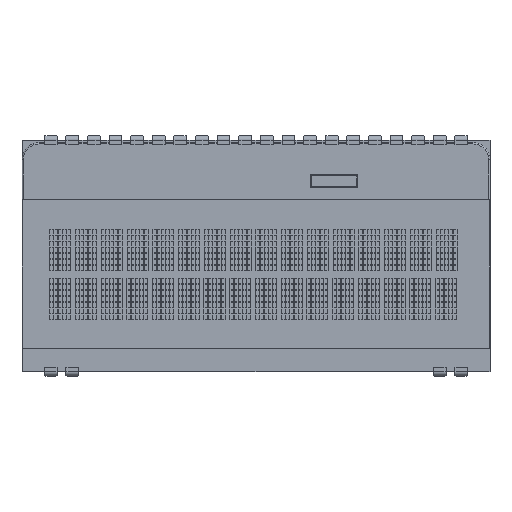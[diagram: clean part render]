
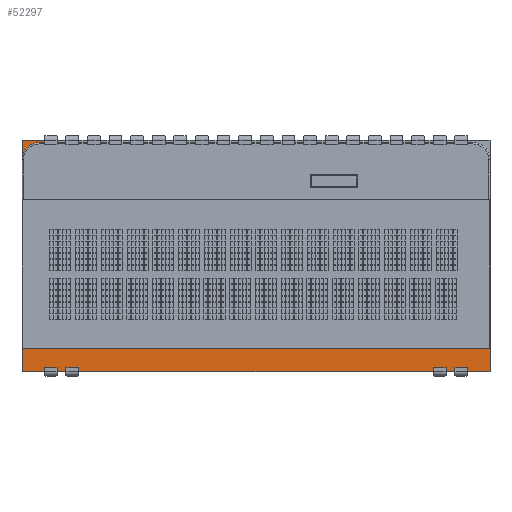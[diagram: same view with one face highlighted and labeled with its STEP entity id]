
A CAD part, top view. The second image highlights one B-rep face of the part: STEP entity #52297.
In plain terms, the highlighted planar face has unit normal (0, 0, 1).
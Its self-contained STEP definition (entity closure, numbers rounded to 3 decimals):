
#52297 = ADVANCED_FACE('',(#52298),#52525,.T.);
#52298 = FACE_BOUND('',#52299,.T.);
#52299 = EDGE_LOOP('',(#52300,#52310,#52318,#52326,#52334,#52342,#52350,
    #52359,#52367,#52375,#52383,#52391,#52399,#52407,#52415,#52423,
    #52431,#52439,#52447,#52455,#52463,#52471,#52479,#52487,#52495,
    #52503,#52511,#52519));
#52300 = ORIENTED_EDGE('',*,*,#52301,.T.);
#52301 = EDGE_CURVE('',#52302,#52304,#52306,.T.);
#52302 = VERTEX_POINT('',#52303);
#52303 = CARTESIAN_POINT('',(27.5,-13.62,8.5));
#52304 = VERTEX_POINT('',#52305);
#52305 = CARTESIAN_POINT('',(27.5,6.62,8.5));
#52306 = LINE('',#52307,#52308);
#52307 = CARTESIAN_POINT('',(27.5,-13.62,8.5));
#52308 = VECTOR('',#52309,1.);
#52309 = DIRECTION('',(0.,1.,0.));
#52310 = ORIENTED_EDGE('',*,*,#52311,.F.);
#52311 = EDGE_CURVE('',#52312,#52304,#52314,.T.);
#52312 = VERTEX_POINT('',#52313);
#52313 = CARTESIAN_POINT('',(27.495,6.62,8.5));
#52314 = LINE('',#52315,#52316);
#52315 = CARTESIAN_POINT('',(-27.495,6.62,8.5));
#52316 = VECTOR('',#52317,1.);
#52317 = DIRECTION('',(1.,0.,0.));
#52318 = ORIENTED_EDGE('',*,*,#52319,.F.);
#52319 = EDGE_CURVE('',#52320,#52312,#52322,.T.);
#52320 = VERTEX_POINT('',#52321);
#52321 = CARTESIAN_POINT('',(27.495,-10.88,8.5));
#52322 = LINE('',#52323,#52324);
#52323 = CARTESIAN_POINT('',(27.495,-10.88,8.5));
#52324 = VECTOR('',#52325,1.);
#52325 = DIRECTION('',(0.,1.,0.));
#52326 = ORIENTED_EDGE('',*,*,#52327,.F.);
#52327 = EDGE_CURVE('',#52328,#52320,#52330,.T.);
#52328 = VERTEX_POINT('',#52329);
#52329 = CARTESIAN_POINT('',(-27.495,-10.88,8.5));
#52330 = LINE('',#52331,#52332);
#52331 = CARTESIAN_POINT('',(27.495,-10.88,8.5));
#52332 = VECTOR('',#52333,1.);
#52333 = DIRECTION('',(1.,0.,-0.));
#52334 = ORIENTED_EDGE('',*,*,#52335,.F.);
#52335 = EDGE_CURVE('',#52336,#52328,#52338,.T.);
#52336 = VERTEX_POINT('',#52337);
#52337 = CARTESIAN_POINT('',(-27.495,6.62,8.5));
#52338 = LINE('',#52339,#52340);
#52339 = CARTESIAN_POINT('',(-27.495,-10.88,8.5));
#52340 = VECTOR('',#52341,1.);
#52341 = DIRECTION('',(-0.,-1.,-0.));
#52342 = ORIENTED_EDGE('',*,*,#52343,.F.);
#52343 = EDGE_CURVE('',#52344,#52336,#52346,.T.);
#52344 = VERTEX_POINT('',#52345);
#52345 = CARTESIAN_POINT('',(-27.495,11.316,8.5));
#52346 = LINE('',#52347,#52348);
#52347 = CARTESIAN_POINT('',(-27.495,6.62,8.5));
#52348 = VECTOR('',#52349,1.);
#52349 = DIRECTION('',(-0.,-1.,-0.));
#52350 = ORIENTED_EDGE('',*,*,#52351,.F.);
#52351 = EDGE_CURVE('',#52352,#52344,#52354,.T.);
#52352 = VERTEX_POINT('',#52353);
#52353 = CARTESIAN_POINT('',(-25.495,13.316,8.5));
#52354 = CIRCLE('',#52355,2.);
#52355 = AXIS2_PLACEMENT_3D('',#52356,#52357,#52358);
#52356 = CARTESIAN_POINT('',(-25.495,11.316,8.5));
#52357 = DIRECTION('',(0.,0.,1.));
#52358 = DIRECTION('',(-1.,0.,0.));
#52359 = ORIENTED_EDGE('',*,*,#52360,.F.);
#52360 = EDGE_CURVE('',#52361,#52352,#52363,.T.);
#52361 = VERTEX_POINT('',#52362);
#52362 = CARTESIAN_POINT('',(-24.88,13.316,8.5));
#52363 = LINE('',#52364,#52365);
#52364 = CARTESIAN_POINT('',(-25.495,13.316,8.5));
#52365 = VECTOR('',#52366,1.);
#52366 = DIRECTION('',(-1.,-0.,-0.));
#52367 = ORIENTED_EDGE('',*,*,#52368,.F.);
#52368 = EDGE_CURVE('',#52369,#52361,#52371,.T.);
#52369 = VERTEX_POINT('',#52370);
#52370 = CARTESIAN_POINT('',(-24.88,13.62,8.5));
#52371 = LINE('',#52372,#52373);
#52372 = CARTESIAN_POINT('',(-24.88,14.12,8.5));
#52373 = VECTOR('',#52374,1.);
#52374 = DIRECTION('',(0.,-1.,0.));
#52375 = ORIENTED_EDGE('',*,*,#52376,.T.);
#52376 = EDGE_CURVE('',#52369,#52377,#52379,.T.);
#52377 = VERTEX_POINT('',#52378);
#52378 = CARTESIAN_POINT('',(-27.5,13.62,8.5));
#52379 = LINE('',#52380,#52381);
#52380 = CARTESIAN_POINT('',(27.5,13.62,8.5));
#52381 = VECTOR('',#52382,1.);
#52382 = DIRECTION('',(-1.,0.,0.));
#52383 = ORIENTED_EDGE('',*,*,#52384,.T.);
#52384 = EDGE_CURVE('',#52377,#52385,#52387,.T.);
#52385 = VERTEX_POINT('',#52386);
#52386 = CARTESIAN_POINT('',(-27.5,-13.62,8.5));
#52387 = LINE('',#52388,#52389);
#52388 = CARTESIAN_POINT('',(-27.5,-13.62,8.5));
#52389 = VECTOR('',#52390,1.);
#52390 = DIRECTION('',(-0.,-1.,-0.));
#52391 = ORIENTED_EDGE('',*,*,#52392,.T.);
#52392 = EDGE_CURVE('',#52385,#52393,#52395,.T.);
#52393 = VERTEX_POINT('',#52394);
#52394 = CARTESIAN_POINT('',(-24.88,-13.62,8.5));
#52395 = LINE('',#52396,#52397);
#52396 = CARTESIAN_POINT('',(27.5,-13.62,8.5));
#52397 = VECTOR('',#52398,1.);
#52398 = DIRECTION('',(1.,0.,-0.));
#52399 = ORIENTED_EDGE('',*,*,#52400,.F.);
#52400 = EDGE_CURVE('',#52401,#52393,#52403,.T.);
#52401 = VERTEX_POINT('',#52402);
#52402 = CARTESIAN_POINT('',(-24.88,-13.12,8.5));
#52403 = LINE('',#52404,#52405);
#52404 = CARTESIAN_POINT('',(-24.88,-13.12,8.5));
#52405 = VECTOR('',#52406,1.);
#52406 = DIRECTION('',(0.,-1.,0.));
#52407 = ORIENTED_EDGE('',*,*,#52408,.F.);
#52408 = EDGE_CURVE('',#52409,#52401,#52411,.T.);
#52409 = VERTEX_POINT('',#52410);
#52410 = CARTESIAN_POINT('',(-23.38,-13.12,8.5));
#52411 = LINE('',#52412,#52413);
#52412 = CARTESIAN_POINT('',(-24.88,-13.12,8.5));
#52413 = VECTOR('',#52414,1.);
#52414 = DIRECTION('',(-1.,-0.,-0.));
#52415 = ORIENTED_EDGE('',*,*,#52416,.F.);
#52416 = EDGE_CURVE('',#52417,#52409,#52419,.T.);
#52417 = VERTEX_POINT('',#52418);
#52418 = CARTESIAN_POINT('',(-23.38,-13.62,8.5));
#52419 = LINE('',#52420,#52421);
#52420 = CARTESIAN_POINT('',(-23.38,-13.12,8.5));
#52421 = VECTOR('',#52422,1.);
#52422 = DIRECTION('',(-0.,1.,-0.));
#52423 = ORIENTED_EDGE('',*,*,#52424,.T.);
#52424 = EDGE_CURVE('',#52417,#52425,#52427,.T.);
#52425 = VERTEX_POINT('',#52426);
#52426 = CARTESIAN_POINT('',(-22.34,-13.62,8.5));
#52427 = LINE('',#52428,#52429);
#52428 = CARTESIAN_POINT('',(27.5,-13.62,8.5));
#52429 = VECTOR('',#52430,1.);
#52430 = DIRECTION('',(1.,0.,-0.));
#52431 = ORIENTED_EDGE('',*,*,#52432,.F.);
#52432 = EDGE_CURVE('',#52433,#52425,#52435,.T.);
#52433 = VERTEX_POINT('',#52434);
#52434 = CARTESIAN_POINT('',(-22.34,-13.12,8.5));
#52435 = LINE('',#52436,#52437);
#52436 = CARTESIAN_POINT('',(-22.34,-13.12,8.5));
#52437 = VECTOR('',#52438,1.);
#52438 = DIRECTION('',(0.,-1.,0.));
#52439 = ORIENTED_EDGE('',*,*,#52440,.F.);
#52440 = EDGE_CURVE('',#52441,#52433,#52443,.T.);
#52441 = VERTEX_POINT('',#52442);
#52442 = CARTESIAN_POINT('',(-20.84,-13.12,8.5));
#52443 = LINE('',#52444,#52445);
#52444 = CARTESIAN_POINT('',(-22.34,-13.12,8.5));
#52445 = VECTOR('',#52446,1.);
#52446 = DIRECTION('',(-1.,-0.,-0.));
#52447 = ORIENTED_EDGE('',*,*,#52448,.F.);
#52448 = EDGE_CURVE('',#52449,#52441,#52451,.T.);
#52449 = VERTEX_POINT('',#52450);
#52450 = CARTESIAN_POINT('',(-20.84,-13.62,8.5));
#52451 = LINE('',#52452,#52453);
#52452 = CARTESIAN_POINT('',(-20.84,-13.12,8.5));
#52453 = VECTOR('',#52454,1.);
#52454 = DIRECTION('',(-0.,1.,-0.));
#52455 = ORIENTED_EDGE('',*,*,#52456,.T.);
#52456 = EDGE_CURVE('',#52449,#52457,#52459,.T.);
#52457 = VERTEX_POINT('',#52458);
#52458 = CARTESIAN_POINT('',(20.84,-13.62,8.5));
#52459 = LINE('',#52460,#52461);
#52460 = CARTESIAN_POINT('',(27.5,-13.62,8.5));
#52461 = VECTOR('',#52462,1.);
#52462 = DIRECTION('',(1.,0.,-0.));
#52463 = ORIENTED_EDGE('',*,*,#52464,.F.);
#52464 = EDGE_CURVE('',#52465,#52457,#52467,.T.);
#52465 = VERTEX_POINT('',#52466);
#52466 = CARTESIAN_POINT('',(20.84,-13.12,8.5));
#52467 = LINE('',#52468,#52469);
#52468 = CARTESIAN_POINT('',(20.84,-13.12,8.5));
#52469 = VECTOR('',#52470,1.);
#52470 = DIRECTION('',(0.,-1.,0.));
#52471 = ORIENTED_EDGE('',*,*,#52472,.F.);
#52472 = EDGE_CURVE('',#52473,#52465,#52475,.T.);
#52473 = VERTEX_POINT('',#52474);
#52474 = CARTESIAN_POINT('',(22.34,-13.12,8.5));
#52475 = LINE('',#52476,#52477);
#52476 = CARTESIAN_POINT('',(20.84,-13.12,8.5));
#52477 = VECTOR('',#52478,1.);
#52478 = DIRECTION('',(-1.,-0.,-0.));
#52479 = ORIENTED_EDGE('',*,*,#52480,.F.);
#52480 = EDGE_CURVE('',#52481,#52473,#52483,.T.);
#52481 = VERTEX_POINT('',#52482);
#52482 = CARTESIAN_POINT('',(22.34,-13.62,8.5));
#52483 = LINE('',#52484,#52485);
#52484 = CARTESIAN_POINT('',(22.34,-13.12,8.5));
#52485 = VECTOR('',#52486,1.);
#52486 = DIRECTION('',(-0.,1.,-0.));
#52487 = ORIENTED_EDGE('',*,*,#52488,.T.);
#52488 = EDGE_CURVE('',#52481,#52489,#52491,.T.);
#52489 = VERTEX_POINT('',#52490);
#52490 = CARTESIAN_POINT('',(23.38,-13.62,8.5));
#52491 = LINE('',#52492,#52493);
#52492 = CARTESIAN_POINT('',(27.5,-13.62,8.5));
#52493 = VECTOR('',#52494,1.);
#52494 = DIRECTION('',(1.,0.,-0.));
#52495 = ORIENTED_EDGE('',*,*,#52496,.F.);
#52496 = EDGE_CURVE('',#52497,#52489,#52499,.T.);
#52497 = VERTEX_POINT('',#52498);
#52498 = CARTESIAN_POINT('',(23.38,-13.12,8.5));
#52499 = LINE('',#52500,#52501);
#52500 = CARTESIAN_POINT('',(23.38,-13.12,8.5));
#52501 = VECTOR('',#52502,1.);
#52502 = DIRECTION('',(0.,-1.,0.));
#52503 = ORIENTED_EDGE('',*,*,#52504,.F.);
#52504 = EDGE_CURVE('',#52505,#52497,#52507,.T.);
#52505 = VERTEX_POINT('',#52506);
#52506 = CARTESIAN_POINT('',(24.88,-13.12,8.5));
#52507 = LINE('',#52508,#52509);
#52508 = CARTESIAN_POINT('',(23.38,-13.12,8.5));
#52509 = VECTOR('',#52510,1.);
#52510 = DIRECTION('',(-1.,-0.,-0.));
#52511 = ORIENTED_EDGE('',*,*,#52512,.F.);
#52512 = EDGE_CURVE('',#52513,#52505,#52515,.T.);
#52513 = VERTEX_POINT('',#52514);
#52514 = CARTESIAN_POINT('',(24.88,-13.62,8.5));
#52515 = LINE('',#52516,#52517);
#52516 = CARTESIAN_POINT('',(24.88,-13.12,8.5));
#52517 = VECTOR('',#52518,1.);
#52518 = DIRECTION('',(-0.,1.,-0.));
#52519 = ORIENTED_EDGE('',*,*,#52520,.T.);
#52520 = EDGE_CURVE('',#52513,#52302,#52521,.T.);
#52521 = LINE('',#52522,#52523);
#52522 = CARTESIAN_POINT('',(27.5,-13.62,8.5));
#52523 = VECTOR('',#52524,1.);
#52524 = DIRECTION('',(1.,0.,-0.));
#52525 = PLANE('',#52526);
#52526 = AXIS2_PLACEMENT_3D('',#52527,#52528,#52529);
#52527 = CARTESIAN_POINT('',(0.,0.,8.5));
#52528 = DIRECTION('',(0.,-0.,1.));
#52529 = DIRECTION('',(1.,0.,0.));
